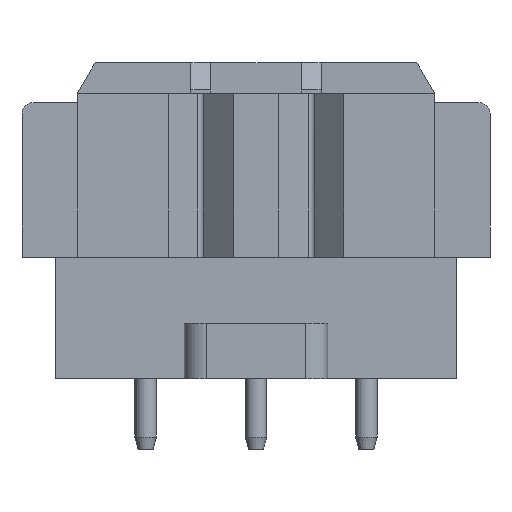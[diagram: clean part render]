
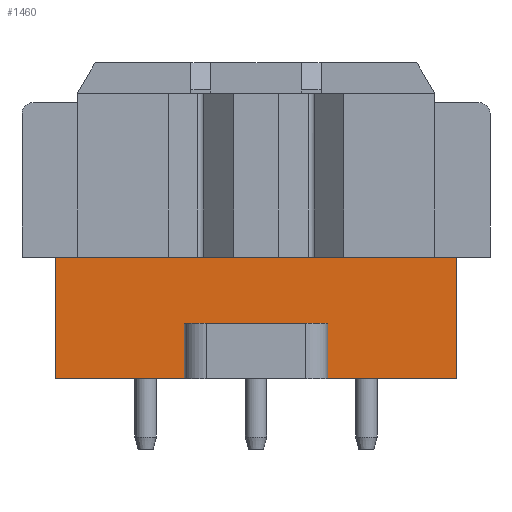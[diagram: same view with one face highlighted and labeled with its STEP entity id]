
A CAD part, left-side view. The second image highlights one B-rep face of the part: STEP entity #1460.
In plain terms, the highlighted planar face has unit normal (-1, 0, 0).
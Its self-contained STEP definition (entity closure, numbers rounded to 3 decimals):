
#1415=AXIS2_PLACEMENT_3D('Plane Axis2P3D',#1412,#1413,#1414) ;
#620=CARTESIAN_POINT('Vertex',(4.95,19.7,8.7)) ;
#623=CARTESIAN_POINT('Line Origine',(4.95,10.6,8.7)) ;
#627=CARTESIAN_POINT('Vertex',(4.95,1.5,8.7)) ;
#1211=CARTESIAN_POINT('Line Origine',(4.95,1.5,5.95)) ;
#1215=CARTESIAN_POINT('Vertex',(4.95,1.5,3.2)) ;
#1328=CARTESIAN_POINT('Vertex',(4.95,19.7,3.2)) ;
#1331=CARTESIAN_POINT('Line Origine',(4.95,19.7,5.95)) ;
#1412=CARTESIAN_POINT('Axis2P3D Location',(4.95,19.7,0.)) ;
#1417=CARTESIAN_POINT('Line Origine',(4.95,4.425,3.2)) ;
#1421=CARTESIAN_POINT('Vertex',(4.95,7.35,3.2)) ;
#1424=CARTESIAN_POINT('Line Origine',(4.95,16.775,3.2)) ;
#1428=CARTESIAN_POINT('Vertex',(4.95,13.85,3.2)) ;
#1431=CARTESIAN_POINT('Line Origine',(4.95,13.85,4.45)) ;
#1435=CARTESIAN_POINT('Vertex',(4.95,13.85,5.7)) ;
#1438=CARTESIAN_POINT('Line Origine',(4.95,10.6,5.7)) ;
#1442=CARTESIAN_POINT('Vertex',(4.95,7.35,5.7)) ;
#1445=CARTESIAN_POINT('Line Origine',(4.95,7.35,4.45)) ;
#624=DIRECTION('Vector Direction',(0.,-1.,0.)) ;
#1212=DIRECTION('Vector Direction',(0.,0.,1.)) ;
#1332=DIRECTION('Vector Direction',(0.,0.,1.)) ;
#1413=DIRECTION('Axis2P3D Direction',(-1.,0.,0.)) ;
#1414=DIRECTION('Axis2P3D XDirection',(0.,-1.,0.)) ;
#1418=DIRECTION('Vector Direction',(0.,-1.,0.)) ;
#1425=DIRECTION('Vector Direction',(0.,-1.,0.)) ;
#1432=DIRECTION('Vector Direction',(0.,0.,1.)) ;
#1439=DIRECTION('Vector Direction',(0.,-1.,0.)) ;
#1446=DIRECTION('Vector Direction',(0.,0.,1.)) ;
#625=VECTOR('Line Direction',#624,1.) ;
#1213=VECTOR('Line Direction',#1212,1.) ;
#1333=VECTOR('Line Direction',#1332,1.) ;
#1419=VECTOR('Line Direction',#1418,1.) ;
#1426=VECTOR('Line Direction',#1425,1.) ;
#1433=VECTOR('Line Direction',#1432,1.) ;
#1440=VECTOR('Line Direction',#1439,1.) ;
#1447=VECTOR('Line Direction',#1446,1.) ;
#1451=ORIENTED_EDGE('',*,*,#1423,.T.) ;
#1452=ORIENTED_EDGE('',*,*,#1217,.T.) ;
#1453=ORIENTED_EDGE('',*,*,#629,.F.) ;
#1454=ORIENTED_EDGE('',*,*,#1335,.F.) ;
#1455=ORIENTED_EDGE('',*,*,#1430,.T.) ;
#1456=ORIENTED_EDGE('',*,*,#1437,.T.) ;
#1457=ORIENTED_EDGE('',*,*,#1444,.F.) ;
#1458=ORIENTED_EDGE('',*,*,#1449,.F.) ;
#1460=ADVANCED_FACE('Hauptkoerper',(#1459),#1416,.T.) ;
#629=EDGE_CURVE('',#621,#628,#626,.T.) ;
#1217=EDGE_CURVE('',#1216,#628,#1214,.T.) ;
#1335=EDGE_CURVE('',#1329,#621,#1334,.T.) ;
#1423=EDGE_CURVE('',#1422,#1216,#1420,.T.) ;
#1430=EDGE_CURVE('',#1329,#1429,#1427,.T.) ;
#1437=EDGE_CURVE('',#1429,#1436,#1434,.T.) ;
#1444=EDGE_CURVE('',#1443,#1436,#1441,.F.) ;
#1449=EDGE_CURVE('',#1422,#1443,#1448,.T.) ;
#1450=EDGE_LOOP('',(#1451,#1452,#1453,#1454,#1455,#1456,#1457,#1458)) ;
#1459=FACE_OUTER_BOUND('',#1450,.T.) ;
#626=LINE('Line',#623,#625) ;
#1214=LINE('Line',#1211,#1213) ;
#1334=LINE('Line',#1331,#1333) ;
#1420=LINE('Line',#1417,#1419) ;
#1427=LINE('Line',#1424,#1426) ;
#1434=LINE('Line',#1431,#1433) ;
#1441=LINE('Line',#1438,#1440) ;
#1448=LINE('Line',#1445,#1447) ;
#1416=PLANE('',#1415) ;
#621=VERTEX_POINT('',#620) ;
#628=VERTEX_POINT('',#627) ;
#1216=VERTEX_POINT('',#1215) ;
#1329=VERTEX_POINT('',#1328) ;
#1422=VERTEX_POINT('',#1421) ;
#1429=VERTEX_POINT('',#1428) ;
#1436=VERTEX_POINT('',#1435) ;
#1443=VERTEX_POINT('',#1442) ;
